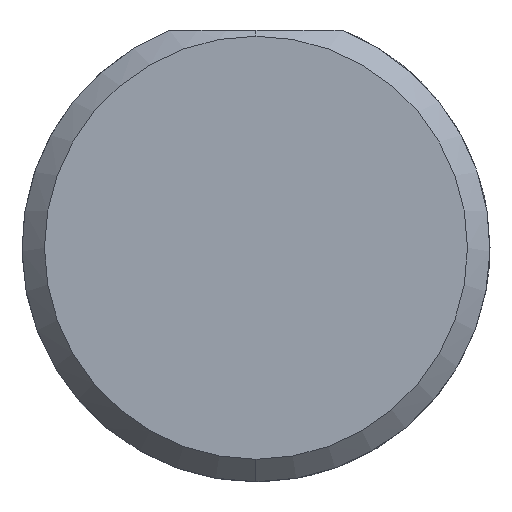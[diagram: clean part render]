
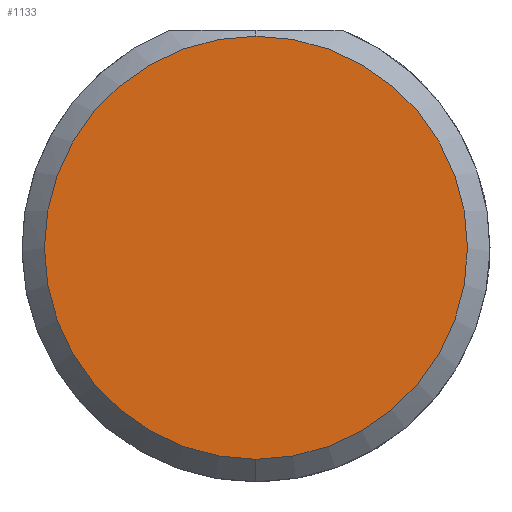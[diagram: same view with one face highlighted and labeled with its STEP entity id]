
A CAD part, left-side view. The second image highlights one B-rep face of the part: STEP entity #1133.
In plain terms, the highlighted planar face has unit normal (-1, 0, 0).
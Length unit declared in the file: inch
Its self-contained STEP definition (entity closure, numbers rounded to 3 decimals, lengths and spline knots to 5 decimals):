
#24 = VERTEX_POINT ( 'NONE', #630 ) ;
#80 = PLANE ( 'NONE',  #104 ) ;
#104 = AXIS2_PLACEMENT_3D ( 'NONE', #592, #479, #864 ) ;
#114 = EDGE_LOOP ( 'NONE', ( #757, #1239 ) ) ;
#150 = DIRECTION ( 'NONE',  ( 0., 0., -1. ) ) ;
#174 = CIRCLE ( 'NONE', #1170, 0.1411 ) ;
#192 = CARTESIAN_POINT ( 'NONE',  ( 0., 0., 0. ) ) ;
#277 = FACE_OUTER_BOUND ( 'NONE', #114, .T. ) ;
#405 = DIRECTION ( 'NONE',  ( -1., 0., 0. ) ) ;
#410 = DIRECTION ( 'NONE',  ( 0., 0., -1. ) ) ;
#479 = DIRECTION ( 'NONE',  ( 1., 0., 0. ) ) ;
#494 = AXIS2_PLACEMENT_3D ( 'NONE', #632, #1015, #150 ) ;
#571 = CARTESIAN_POINT ( 'NONE',  ( 0., 0., -0.1411 ) ) ;
#592 = CARTESIAN_POINT ( 'NONE',  ( 0., 0., 0. ) ) ;
#616 = VERTEX_POINT ( 'NONE', #571 ) ;
#630 = CARTESIAN_POINT ( 'NONE',  ( 0., 0., 0.1411 ) ) ;
#632 = CARTESIAN_POINT ( 'NONE',  ( 0., 0., 0. ) ) ;
#718 = CIRCLE ( 'NONE', #494, 0.1411 ) ;
#757 = ORIENTED_EDGE ( 'NONE', *, *, #920, .T. ) ;
#864 = DIRECTION ( 'NONE',  ( 0., 0., -1. ) ) ;
#920 = EDGE_CURVE ( 'NONE', #616, #24, #174, .T. ) ;
#1015 = DIRECTION ( 'NONE',  ( -1., 0., 0. ) ) ;
#1070 = EDGE_CURVE ( 'NONE', #24, #616, #718, .T. ) ;
#1133 = ADVANCED_FACE ( 'NONE', ( #277 ), #80, .F. ) ;
#1170 = AXIS2_PLACEMENT_3D ( 'NONE', #192, #405, #410 ) ;
#1239 = ORIENTED_EDGE ( 'NONE', *, *, #1070, .T. ) ;
